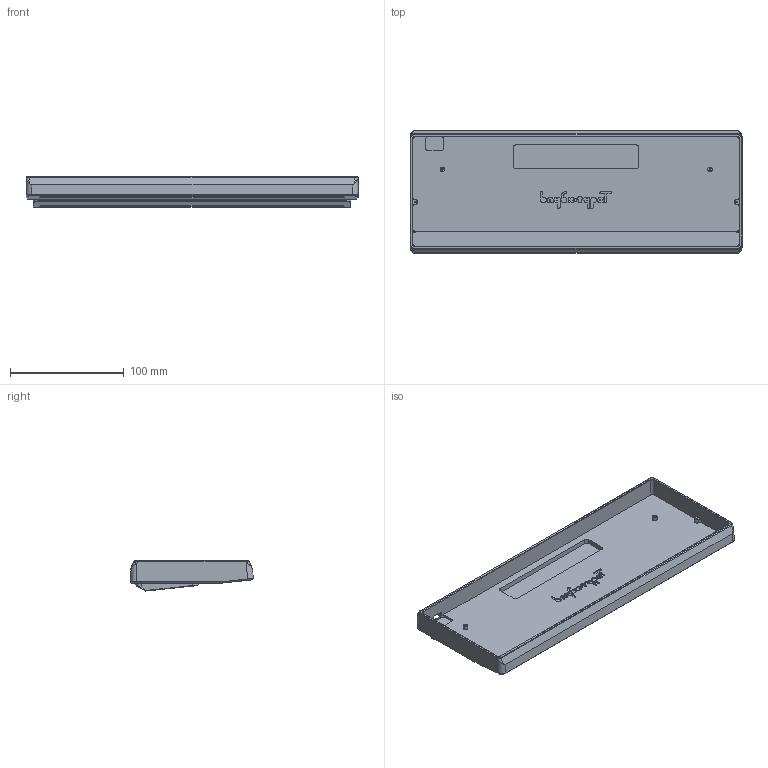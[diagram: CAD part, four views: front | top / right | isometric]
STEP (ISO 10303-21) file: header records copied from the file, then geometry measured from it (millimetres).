
FILE_DESCRIPTION(/* description */ ('KiCad electronic assembly'),/* implementation_level */ '2;1');
FILE_NAME(/* name */ 'bny6xv2_typeT_gh60.step',/* time_stamp */ '2025-11-13T01:02:58+09:00',/* author */ (''),/* organization */ (''),/* preprocessor_version */ 'ST-DEVELOPER v20.1',/* originating_system */ 'Autodesk Translation Framework v14.21.0.0',/* authorisation */ '');
FILE_SCHEMA (('AUTOMOTIVE_DESIGN { 1 0 10303 214 3 1 1 }'));
Length unit declared in the file: millimetre
Products named in the file (1): bny6x2 1
Bounding box: 291.35 x 107.72 x 26.46 mm (x, y, z)
Volume: 191244.5 mm3; surface area: 91596.8 mm2
Topology: 1 solids, 1 shells, 262 faces, 671 edges, 424 vertices
Faces by surface type: plane 133, cylinder 87, bspline 30, cone 12
Full cylindrical faces by diameter (mm): 1.623 x4, 4 x2
Entity records: 8851 total; most frequent: CARTESIAN_POINT 2586, ORIENTED_EDGE 1326, DIRECTION 1239, EDGE_CURVE 663, VERTEX_POINT 424, LINE 421, VECTOR 421, AXIS2_PLACEMENT_3D 409
